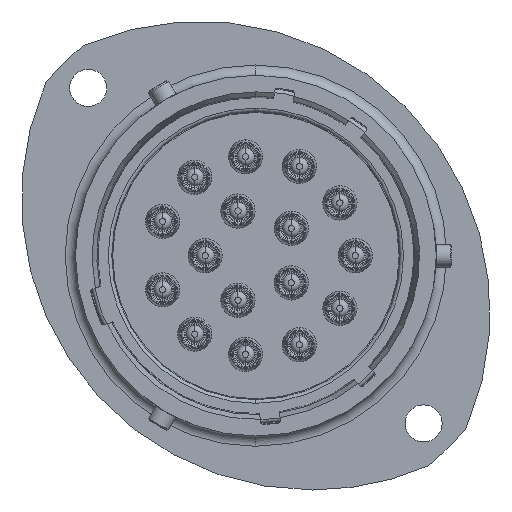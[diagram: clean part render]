
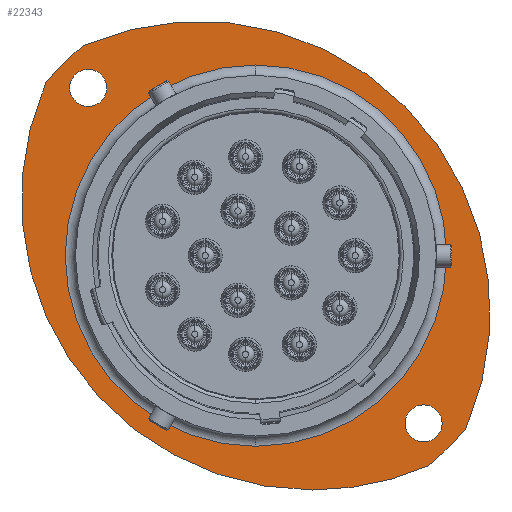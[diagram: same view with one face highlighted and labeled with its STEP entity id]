
A CAD part, left-side view. The second image highlights one B-rep face of the part: STEP entity #22343.
In plain terms, the highlighted planar face has unit normal (-1, 0, 0).
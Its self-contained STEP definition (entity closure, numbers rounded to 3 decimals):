
#160 = ORIENTED_EDGE ( 'NONE', *, *, #40259, .T. ) ;
#1031 = AXIS2_PLACEMENT_3D ( 'NONE', #6299, #20296, #19864 ) ;
#1576 = DIRECTION ( 'NONE',  ( -1., 0., 0. ) ) ;
#2104 = AXIS2_PLACEMENT_3D ( 'NONE', #39599, #19481, #21926 ) ;
#2215 = CARTESIAN_POINT ( 'NONE',  ( 4.955, -6.797, -16.29 ) ) ;
#2332 = ORIENTED_EDGE ( 'NONE', *, *, #4797, .F. ) ;
#2360 = DIRECTION ( 'NONE',  ( 1., 0., 0. ) ) ;
#3420 = CARTESIAN_POINT ( 'NONE',  ( 4.955, 7.911, 0.042 ) ) ;
#3525 = DIRECTION ( 'NONE',  ( 0., 0., -1. ) ) ;
#3797 = ORIENTED_EDGE ( 'NONE', *, *, #31293, .T. ) ;
#4352 = ORIENTED_EDGE ( 'NONE', *, *, #5448, .T. ) ;
#4765 = ORIENTED_EDGE ( 'NONE', *, *, #16878, .T. ) ;
#4773 = EDGE_LOOP ( 'NONE', ( #4765, #160, #4352, #3797, #42546 ) ) ;
#4797 = EDGE_CURVE ( 'NONE', #5687, #19940, #41712, .T. ) ;
#5425 = CARTESIAN_POINT ( 'NONE',  ( 4.955, -10.512, -15.104 ) ) ;
#5448 = EDGE_CURVE ( 'NONE', #42096, #15858, #10725, .T. ) ;
#5687 = VERTEX_POINT ( 'NONE', #9328 ) ;
#5733 = AXIS2_PLACEMENT_3D ( 'NONE', #13586, #20888, #6690 ) ;
#5961 = EDGE_LOOP ( 'NONE', ( #34935, #41980 ) ) ;
#6283 = CIRCLE ( 'NONE', #33820, 25.5 ) ;
#6299 = CARTESIAN_POINT ( 'NONE',  ( 4.955, 22.618, 14.75 ) ) ;
#6690 = DIRECTION ( 'NONE',  ( 0., 0., 1. ) ) ;
#7304 = CIRCLE ( 'NONE', #25707, 23.85 ) ;
#7471 = DIRECTION ( 'NONE',  ( 0., 0., -1. ) ) ;
#7785 = CARTESIAN_POINT ( 'NONE',  ( 4.955, 22.618, 14.75 ) ) ;
#8497 = CIRCLE ( 'NONE', #33192, 25.5 ) ;
#8506 = CARTESIAN_POINT ( 'NONE',  ( 4.955, 26.333, 15.189 ) ) ;
#8922 = VERTEX_POINT ( 'NONE', #2215 ) ;
#9010 = DIRECTION ( 'NONE',  ( 0., 0., -1. ) ) ;
#9328 = CARTESIAN_POINT ( 'NONE',  ( 4.955, 22.618, 13.125 ) ) ;
#9456 = DIRECTION ( 'NONE',  ( 0., 0., -1. ) ) ;
#9609 = DIRECTION ( 'NONE',  ( 0., 0., -1. ) ) ;
#10421 = FACE_BOUND ( 'NONE', #34362, .T. ) ;
#10483 = EDGE_CURVE ( 'NONE', #19940, #5687, #40656, .T. ) ;
#10725 = CIRCLE ( 'NONE', #5733, 23.85 ) ;
#11196 = CARTESIAN_POINT ( 'NONE',  ( 4.955, -7.236, -18.38 ) ) ;
#11197 = CIRCLE ( 'NONE', #30253, 16.72 ) ;
#11464 = VERTEX_POINT ( 'NONE', #21963 ) ;
#11782 = DIRECTION ( 'NONE',  ( 0., 0., -1. ) ) ;
#11929 = CARTESIAN_POINT ( 'NONE',  ( 4.955, 2.961, 4.992 ) ) ;
#12436 = AXIS2_PLACEMENT_3D ( 'NONE', #21246, #31560, #7471 ) ;
#12537 = CARTESIAN_POINT ( 'NONE',  ( 4.955, 7.911, 0.042 ) ) ;
#13044 = PLANE ( 'NONE',  #35610 ) ;
#13586 = CARTESIAN_POINT ( 'NONE',  ( 4.955, 7.911, 0.042 ) ) ;
#13955 = EDGE_CURVE ( 'NONE', #11464, #35756, #11197, .T. ) ;
#15232 = DIRECTION ( 'NONE',  ( -1., 0., 0. ) ) ;
#15858 = VERTEX_POINT ( 'NONE', #5425 ) ;
#15925 = EDGE_CURVE ( 'NONE', #16353, #33912, #7304, .T. ) ;
#16310 = EDGE_LOOP ( 'NONE', ( #2332, #24003 ) ) ;
#16353 = VERTEX_POINT ( 'NONE', #16554 ) ;
#16554 = CARTESIAN_POINT ( 'NONE',  ( 4.955, 23.057, 18.465 ) ) ;
#16878 = EDGE_CURVE ( 'NONE', #33912, #35270, #42165, .T. ) ;
#17810 = DIRECTION ( 'NONE',  ( -1., 0., 0. ) ) ;
#18491 = CARTESIAN_POINT ( 'NONE',  ( 4.955, 22.618, 16.375 ) ) ;
#19481 = DIRECTION ( 'NONE',  ( 1., 0., 0. ) ) ;
#19864 = DIRECTION ( 'NONE',  ( 0., 0., -1. ) ) ;
#19940 = VERTEX_POINT ( 'NONE', #18491 ) ;
#20296 = DIRECTION ( 'NONE',  ( -1., 0., 0. ) ) ;
#20888 = DIRECTION ( 'NONE',  ( -1., 0., 0. ) ) ;
#21246 = CARTESIAN_POINT ( 'NONE',  ( 4.955, 2.961, 4.992 ) ) ;
#21254 = CIRCLE ( 'NONE', #2104, 16.72 ) ;
#21666 = AXIS2_PLACEMENT_3D ( 'NONE', #35172, #1576, #11782 ) ;
#21926 = DIRECTION ( 'NONE',  ( 0., 0., -1. ) ) ;
#21963 = CARTESIAN_POINT ( 'NONE',  ( 4.955, 7.911, 16.762 ) ) ;
#22343 = ADVANCED_FACE ( 'NONE', ( #10421, #27426, #40075, #30718 ), #13044, .F. ) ;
#23675 = DIRECTION ( 'NONE',  ( 1., 0., 0. ) ) ;
#24003 = ORIENTED_EDGE ( 'NONE', *, *, #10483, .F. ) ;
#25707 = AXIS2_PLACEMENT_3D ( 'NONE', #3420, #33475, #30615 ) ;
#25842 = CARTESIAN_POINT ( 'NONE',  ( 4.955, 12.86, -4.907 ) ) ;
#25983 = CARTESIAN_POINT ( 'NONE',  ( 4.955, -6.797, -13.04 ) ) ;
#27426 = FACE_BOUND ( 'NONE', #16310, .T. ) ;
#28325 = CARTESIAN_POINT ( 'NONE',  ( 4.955, 7.911, -16.678 ) ) ;
#28379 = VERTEX_POINT ( 'NONE', #25983 ) ;
#28490 = DIRECTION ( 'NONE',  ( 0., 0., -1. ) ) ;
#28948 = AXIS2_PLACEMENT_3D ( 'NONE', #7785, #17810, #34734 ) ;
#30253 = AXIS2_PLACEMENT_3D ( 'NONE', #12537, #2360, #9456 ) ;
#30615 = DIRECTION ( 'NONE',  ( 0., 0., 1. ) ) ;
#30718 = FACE_OUTER_BOUND ( 'NONE', #4773, .T. ) ;
#31293 = EDGE_CURVE ( 'NONE', #15858, #16353, #8497, .T. ) ;
#31560 = DIRECTION ( 'NONE',  ( -1., 0., 0. ) ) ;
#32513 = AXIS2_PLACEMENT_3D ( 'NONE', #39938, #39711, #9609 ) ;
#33192 = AXIS2_PLACEMENT_3D ( 'NONE', #25842, #15232, #9010 ) ;
#33475 = DIRECTION ( 'NONE',  ( -1., 0., 0. ) ) ;
#33820 = AXIS2_PLACEMENT_3D ( 'NONE', #11929, #42258, #28490 ) ;
#33831 = CIRCLE ( 'NONE', #32513, 1.625 ) ;
#33912 = VERTEX_POINT ( 'NONE', #8506 ) ;
#34188 = EDGE_CURVE ( 'NONE', #35756, #11464, #21254, .T. ) ;
#34362 = EDGE_LOOP ( 'NONE', ( #40728, #34634 ) ) ;
#34420 = EDGE_CURVE ( 'NONE', #28379, #8922, #33831, .T. ) ;
#34634 = ORIENTED_EDGE ( 'NONE', *, *, #13955, .T. ) ;
#34734 = DIRECTION ( 'NONE',  ( 0., 0., -1. ) ) ;
#34935 = ORIENTED_EDGE ( 'NONE', *, *, #38126, .F. ) ;
#35172 = CARTESIAN_POINT ( 'NONE',  ( 4.955, -6.797, -14.665 ) ) ;
#35270 = VERTEX_POINT ( 'NONE', #42632 ) ;
#35610 = AXIS2_PLACEMENT_3D ( 'NONE', #36915, #23675, #3525 ) ;
#35756 = VERTEX_POINT ( 'NONE', #28325 ) ;
#36915 = CARTESIAN_POINT ( 'NONE',  ( 4.955, 23.731, 0.042 ) ) ;
#38126 = EDGE_CURVE ( 'NONE', #8922, #28379, #39346, .T. ) ;
#39346 = CIRCLE ( 'NONE', #21666, 1.625 ) ;
#39599 = CARTESIAN_POINT ( 'NONE',  ( 4.955, 7.911, 0.042 ) ) ;
#39711 = DIRECTION ( 'NONE',  ( -1., 0., 0. ) ) ;
#39938 = CARTESIAN_POINT ( 'NONE',  ( 4.955, -6.797, -14.665 ) ) ;
#40075 = FACE_BOUND ( 'NONE', #5961, .T. ) ;
#40259 = EDGE_CURVE ( 'NONE', #35270, #42096, #6283, .T. ) ;
#40656 = CIRCLE ( 'NONE', #1031, 1.625 ) ;
#40728 = ORIENTED_EDGE ( 'NONE', *, *, #34188, .T. ) ;
#41712 = CIRCLE ( 'NONE', #28948, 1.625 ) ;
#41980 = ORIENTED_EDGE ( 'NONE', *, *, #34420, .F. ) ;
#42096 = VERTEX_POINT ( 'NONE', #11196 ) ;
#42165 = CIRCLE ( 'NONE', #12436, 25.5 ) ;
#42258 = DIRECTION ( 'NONE',  ( -1., 0., 0. ) ) ;
#42546 = ORIENTED_EDGE ( 'NONE', *, *, #15925, .T. ) ;
#42632 = CARTESIAN_POINT ( 'NONE',  ( 4.955, 2.961, -20.508 ) ) ;
